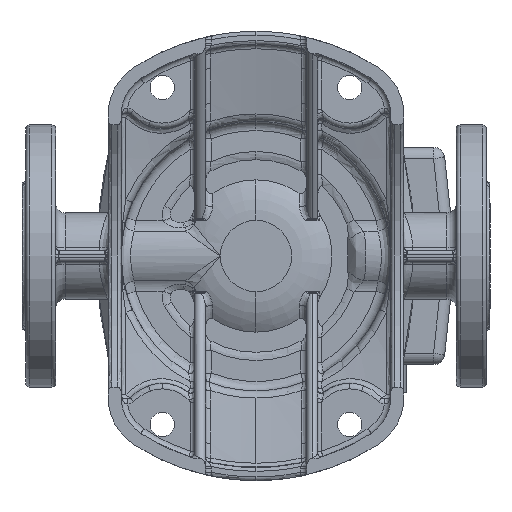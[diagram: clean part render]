
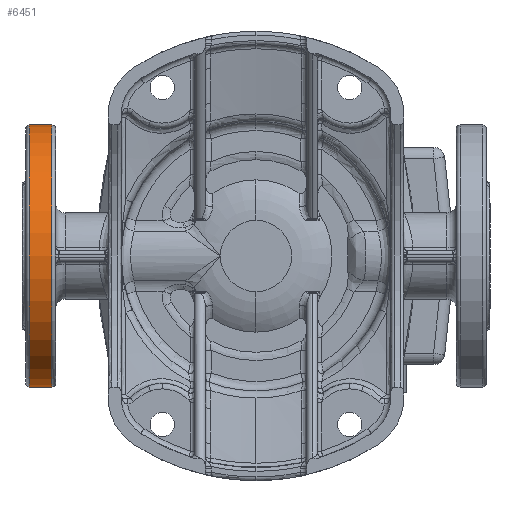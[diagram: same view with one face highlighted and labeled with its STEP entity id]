
A CAD part, front view. The second image highlights one B-rep face of the part: STEP entity #6451.
In plain terms, the highlighted cylindrical face has radius 70 mm (diameter 140 mm), a partial arc.
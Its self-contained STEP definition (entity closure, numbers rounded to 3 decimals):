
#693 = ORIENTED_EDGE ( 'NONE', *, *, #38870, .F. ) ;
#757 = CARTESIAN_POINT ( 'NONE',  ( -158.478, 75., 0. ) ) ;
#874 = CARTESIAN_POINT ( 'NONE',  ( -121., 75., 70. ) ) ;
#5270 = FACE_OUTER_BOUND ( 'NONE', #10251, .T. ) ;
#5409 = VERTEX_POINT ( 'NONE', #8922 ) ;
#6451 = ADVANCED_FACE ( 'NONE', ( #5270 ), #26303, .T. ) ;
#7447 = CIRCLE ( 'NONE', #54845, 70. ) ;
#8663 = CARTESIAN_POINT ( 'NONE',  ( -158.478, 75., -70. ) ) ;
#8922 = CARTESIAN_POINT ( 'NONE',  ( -121., 75., -70. ) ) ;
#10251 = EDGE_LOOP ( 'NONE', ( #693, #64227, #23771, #25508 ) ) ;
#12575 = CARTESIAN_POINT ( 'NONE',  ( -109., 75., 0. ) ) ;
#13455 = CARTESIAN_POINT ( 'NONE',  ( -109., 75., -70. ) ) ;
#14040 = DIRECTION ( 'NONE',  ( -1., 0., 0. ) ) ;
#16302 = LINE ( 'NONE', #8663, #32171 ) ;
#18341 = DIRECTION ( 'NONE',  ( -1., 0., 0. ) ) ;
#19226 = EDGE_CURVE ( 'NONE', #52861, #67445, #61982, .T. ) ;
#21118 = DIRECTION ( 'NONE',  ( -1., 0., 0. ) ) ;
#21133 = AXIS2_PLACEMENT_3D ( 'NONE', #757, #21118, #42195 ) ;
#23771 = ORIENTED_EDGE ( 'NONE', *, *, #37949, .T. ) ;
#25508 = ORIENTED_EDGE ( 'NONE', *, *, #56502, .T. ) ;
#26303 = CYLINDRICAL_SURFACE ( 'NONE', #21133, 70. ) ;
#32171 = VECTOR ( 'NONE', #18341, 1000. ) ;
#32676 = DIRECTION ( 'NONE',  ( 0., 0., 1. ) ) ;
#33755 = LINE ( 'NONE', #61352, #67409 ) ;
#37949 = EDGE_CURVE ( 'NONE', #67445, #44899, #33755, .T. ) ;
#38192 = CARTESIAN_POINT ( 'NONE',  ( -121., 75., 0. ) ) ;
#38870 = EDGE_CURVE ( 'NONE', #52861, #5409, #16302, .T. ) ;
#39147 = DIRECTION ( 'NONE',  ( 0., 0., 1. ) ) ;
#41021 = AXIS2_PLACEMENT_3D ( 'NONE', #12575, #45337, #39147 ) ;
#42195 = DIRECTION ( 'NONE',  ( 0., 0., 1. ) ) ;
#44899 = VERTEX_POINT ( 'NONE', #874 ) ;
#45337 = DIRECTION ( 'NONE',  ( -1., 0., 0. ) ) ;
#52861 = VERTEX_POINT ( 'NONE', #13455 ) ;
#54845 = AXIS2_PLACEMENT_3D ( 'NONE', #38192, #58912, #32676 ) ;
#55326 = CARTESIAN_POINT ( 'NONE',  ( -109., 75., 70. ) ) ;
#56502 = EDGE_CURVE ( 'NONE', #44899, #5409, #7447, .T. ) ;
#58912 = DIRECTION ( 'NONE',  ( 1., 0., 0. ) ) ;
#61352 = CARTESIAN_POINT ( 'NONE',  ( -158.478, 75., 70. ) ) ;
#61982 = CIRCLE ( 'NONE', #41021, 70. ) ;
#64227 = ORIENTED_EDGE ( 'NONE', *, *, #19226, .T. ) ;
#67409 = VECTOR ( 'NONE', #14040, 1000. ) ;
#67445 = VERTEX_POINT ( 'NONE', #55326 ) ;
